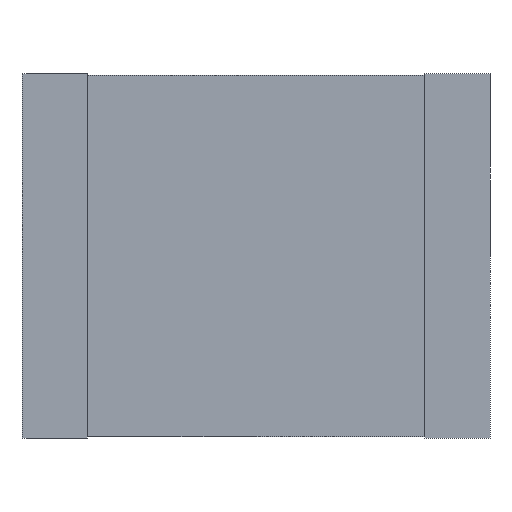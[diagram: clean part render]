
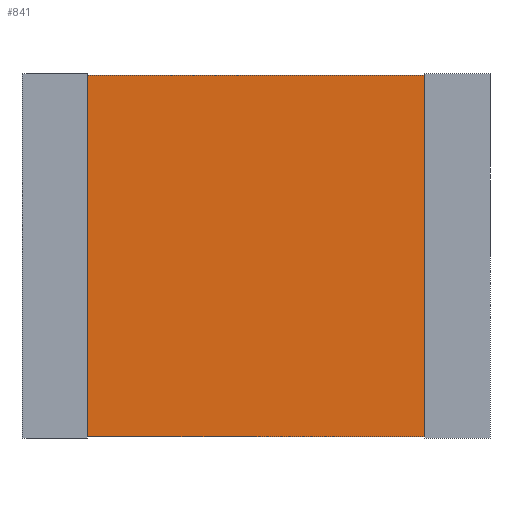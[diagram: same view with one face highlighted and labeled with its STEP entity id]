
A CAD part, front view. The second image highlights one B-rep face of the part: STEP entity #841.
In plain terms, the highlighted planar face has unit normal (0, -1, 0).
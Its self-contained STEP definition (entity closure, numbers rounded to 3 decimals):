
#36 = AXIS2_PLACEMENT_3D ( 'NONE', #550, #1141, #972 ) ;
#93 = VECTOR ( 'NONE', #1443, 1000. ) ;
#235 = VERTEX_POINT ( 'NONE', #1792 ) ;
#250 = VECTOR ( 'NONE', #2448, 1000. ) ;
#325 = CARTESIAN_POINT ( 'NONE',  ( 3.09, 0., 0. ) ) ;
#357 = CARTESIAN_POINT ( 'NONE',  ( 0.49, 0., 0. ) ) ;
#419 = ORIENTED_EDGE ( 'NONE', *, *, #1130, .T. ) ;
#424 = ORIENTED_EDGE ( 'NONE', *, *, #2139, .T. ) ;
#454 = ORIENTED_EDGE ( 'NONE', *, *, #577, .F. ) ;
#544 = CARTESIAN_POINT ( 'NONE',  ( 0.49, 0., 0. ) ) ;
#550 = CARTESIAN_POINT ( 'NONE',  ( 0., 0., 0. ) ) ;
#577 = EDGE_CURVE ( 'NONE', #235, #973, #2340, .T. ) ;
#581 = FACE_OUTER_BOUND ( 'NONE', #1884, .T. ) ;
#630 = CARTESIAN_POINT ( 'NONE',  ( 0., 0., -2.78 ) ) ;
#744 = LINE ( 'NONE', #544, #830 ) ;
#803 = CARTESIAN_POINT ( 'NONE',  ( 3.09, 0., 0. ) ) ;
#817 = VERTEX_POINT ( 'NONE', #357 ) ;
#830 = VECTOR ( 'NONE', #967, 1000. ) ;
#841 = ADVANCED_FACE ( 'NONE', ( #581 ), #1158, .T. ) ;
#967 = DIRECTION ( 'NONE',  ( 0., 0., -1. ) ) ;
#972 = DIRECTION ( 'NONE',  ( 0., 0., -1. ) ) ;
#973 = VERTEX_POINT ( 'NONE', #2386 ) ;
#1109 = VECTOR ( 'NONE', #1822, 1000. ) ;
#1130 = EDGE_CURVE ( 'NONE', #817, #973, #744, .T. ) ;
#1141 = DIRECTION ( 'NONE',  ( 0., -1., 0. ) ) ;
#1158 = PLANE ( 'NONE',  #36 ) ;
#1234 = VERTEX_POINT ( 'NONE', #803 ) ;
#1294 = LINE ( 'NONE', #1689, #93 ) ;
#1370 = ORIENTED_EDGE ( 'NONE', *, *, #2378, .F. ) ;
#1443 = DIRECTION ( 'NONE',  ( 1., 0., 0. ) ) ;
#1689 = CARTESIAN_POINT ( 'NONE',  ( 0., 0., 0. ) ) ;
#1792 = CARTESIAN_POINT ( 'NONE',  ( 3.09, 0., -2.78 ) ) ;
#1822 = DIRECTION ( 'NONE',  ( -1., 0., 0. ) ) ;
#1883 = LINE ( 'NONE', #325, #250 ) ;
#1884 = EDGE_LOOP ( 'NONE', ( #454, #424, #1370, #419 ) ) ;
#2139 = EDGE_CURVE ( 'NONE', #235, #1234, #1883, .T. ) ;
#2340 = LINE ( 'NONE', #630, #1109 ) ;
#2378 = EDGE_CURVE ( 'NONE', #817, #1234, #1294, .T. ) ;
#2386 = CARTESIAN_POINT ( 'NONE',  ( 0.49, 0., -2.78 ) ) ;
#2448 = DIRECTION ( 'NONE',  ( 0., 0., 1. ) ) ;
